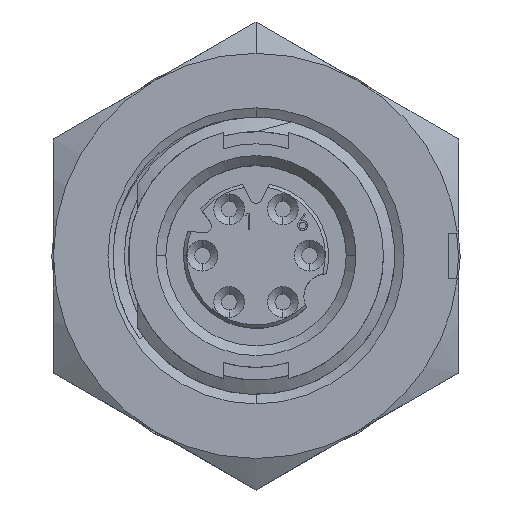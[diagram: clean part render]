
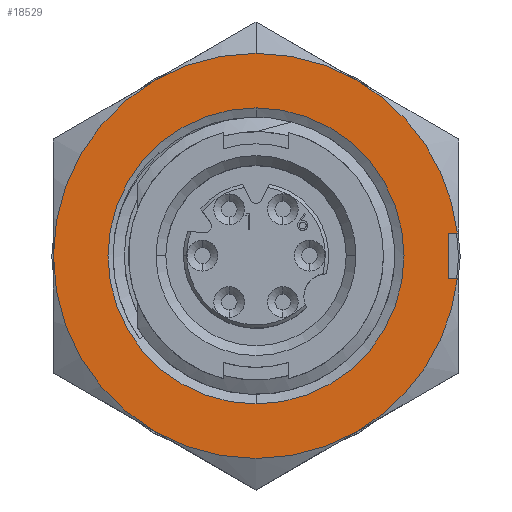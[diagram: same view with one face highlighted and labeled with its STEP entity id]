
A CAD part, top view. The second image highlights one B-rep face of the part: STEP entity #18529.
In plain terms, the highlighted planar face has unit normal (0, 0, 1).
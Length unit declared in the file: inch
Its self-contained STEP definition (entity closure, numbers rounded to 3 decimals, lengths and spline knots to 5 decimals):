
#66 = CARTESIAN_POINT ( 'NONE',  ( 0., 0.2265, 0.3156 ) ) ;
#138 = CARTESIAN_POINT ( 'NONE',  ( -0.155, 0.26847, 0.3156 ) ) ;
#196 = CARTESIAN_POINT ( 'NONE',  ( -0.31, 0., 0.3156 ) ) ;
#239 = CARTESIAN_POINT ( 'NONE',  ( 0.295, 0.035, 0.3156 ) ) ;
#309 = CARTESIAN_POINT ( 'NONE',  ( 0., 0.31, 0.3156 ) ) ;
#418 = CARTESIAN_POINT ( 'NONE',  ( 0.155, 0.26847, 0.3156 ) ) ;
#640 = CARTESIAN_POINT ( 'NONE',  ( 0.295, -0.035, 0.3156 ) ) ;
#728 = CARTESIAN_POINT ( 'NONE',  ( 0.155, -0.26847, 0.3156 ) ) ;
#785 = CARTESIAN_POINT ( 'NONE',  ( 0., -0.2265, 0.3156 ) ) ;
#804 = CARTESIAN_POINT ( 'NONE',  ( -0.155, -0.26847, 0.3156 ) ) ;
#850 = CARTESIAN_POINT ( 'NONE',  ( 0.30802, -0.035, 0.3156 ) ) ;
#1139 = CARTESIAN_POINT ( 'NONE',  ( 0., 0., 0.3156 ) ) ;
#1140 = DIRECTION ( 'NONE',  ( 0., 0., -1. ) ) ;
#1141 = DIRECTION ( 'NONE',  ( 0., 1., 0. ) ) ;
#1441 = PLANE ( 'NONE',  #17270 ) ;
#1442 = CARTESIAN_POINT ( 'NONE',  ( -0.62, 0., 0.3156 ) ) ;
#1443 = DIRECTION ( 'NONE',  ( 0., 0., -1. ) ) ;
#1444 = DIRECTION ( 'NONE',  ( 0., 1., 0. ) ) ;
#2827 = CARTESIAN_POINT ( 'NONE',  ( 0., 0., 0.3156 ) ) ;
#2834 = DIRECTION ( 'NONE',  ( 0., 0., -1. ) ) ;
#2835 = DIRECTION ( 'NONE',  ( 0., 1., 0. ) ) ;
#2836 = CARTESIAN_POINT ( 'NONE',  ( 0., 0., 0.3156 ) ) ;
#2837 = DIRECTION ( 'NONE',  ( 0., 0., -1. ) ) ;
#2838 = DIRECTION ( 'NONE',  ( 0., 1., 0. ) ) ;
#2889 = CARTESIAN_POINT ( 'NONE',  ( 0., 0., 0.3156 ) ) ;
#2896 = DIRECTION ( 'NONE',  ( 0., 0., -1. ) ) ;
#2897 = DIRECTION ( 'NONE',  ( 0., 1., 0. ) ) ;
#3249 = CARTESIAN_POINT ( 'NONE',  ( 0., 0., 0.3156 ) ) ;
#3250 = DIRECTION ( 'NONE',  ( 0., 0., -1. ) ) ;
#3251 = DIRECTION ( 'NONE',  ( 0., 1., 0. ) ) ;
#3419 = LINE ( 'NONE', #3420, #17265 ) ;
#3420 = CARTESIAN_POINT ( 'NONE',  ( 0.35188, -0.035, 0.3156 ) ) ;
#3421 = DIRECTION ( 'NONE',  ( 1., 0., 0. ) ) ;
#4009 = EDGE_LOOP ( 'NONE', ( #14049, #13768 ) ) ;
#5452 = CARTESIAN_POINT ( 'NONE',  ( 0., 0., 0.3156 ) ) ;
#5453 = DIRECTION ( 'NONE',  ( 0., 0., -1. ) ) ;
#5454 = DIRECTION ( 'NONE',  ( 0., 1., 0. ) ) ;
#6000 = VERTEX_POINT ( 'NONE', #785 ) ;
#6165 = VERTEX_POINT ( 'NONE', #309 ) ;
#6224 = VERTEX_POINT ( 'NONE', #640 ) ;
#6851 = EDGE_LOOP ( 'NONE', ( #13741, #13860, #14076, #13882, #13949, #13756, #14436, #13677, #14088, #14607 ) ) ;
#6913 = VERTEX_POINT ( 'NONE', #728 ) ;
#7663 = AXIS2_PLACEMENT_3D ( 'NONE', #19823, #19821, #19820 ) ;
#7752 = VECTOR ( 'NONE', #19675, 39.37008 ) ;
#8445 = LINE ( 'NONE', #8446, #17246 ) ;
#8446 = CARTESIAN_POINT ( 'NONE',  ( 0.295, 0.035, 0.3156 ) ) ;
#8447 = DIRECTION ( 'NONE',  ( 0., -1., 0. ) ) ;
#8847 = CARTESIAN_POINT ( 'NONE',  ( 0., 0., 0.3156 ) ) ;
#8848 = DIRECTION ( 'NONE',  ( 0., 0., -1. ) ) ;
#8849 = DIRECTION ( 'NONE',  ( 0., 1., 0. ) ) ;
#12104 = CARTESIAN_POINT ( 'NONE',  ( 0., 0., 0.3156 ) ) ;
#12105 = DIRECTION ( 'NONE',  ( 0., 0., -1. ) ) ;
#12106 = DIRECTION ( 'NONE',  ( 0., 1., 0. ) ) ;
#13643 = CARTESIAN_POINT ( 'NONE',  ( 0.30802, 0.035, 0.3156 ) ) ;
#13677 = ORIENTED_EDGE ( 'NONE', *, *, #18704, .F. ) ;
#13741 = ORIENTED_EDGE ( 'NONE', *, *, #16010, .F. ) ;
#13756 = ORIENTED_EDGE ( 'NONE', *, *, #18418, .F. ) ;
#13768 = ORIENTED_EDGE ( 'NONE', *, *, #16418, .T. ) ;
#13860 = ORIENTED_EDGE ( 'NONE', *, *, #18860, .F. ) ;
#13882 = ORIENTED_EDGE ( 'NONE', *, *, #15843, .F. ) ;
#13949 = ORIENTED_EDGE ( 'NONE', *, *, #15857, .F. ) ;
#13977 = CIRCLE ( 'NONE', #17053, 0.31 ) ;
#14049 = ORIENTED_EDGE ( 'NONE', *, *, #18452, .T. ) ;
#14076 = ORIENTED_EDGE ( 'NONE', *, *, #18315, .F. ) ;
#14088 = ORIENTED_EDGE ( 'NONE', *, *, #18687, .F. ) ;
#14148 = CIRCLE ( 'NONE', #17995, 0.2265 ) ;
#14158 = CIRCLE ( 'NONE', #17212, 0.31 ) ;
#14166 = CIRCLE ( 'NONE', #17862, 0.31 ) ;
#14207 = CIRCLE ( 'NONE', #17957, 0.31 ) ;
#14211 = CIRCLE ( 'NONE', #18138, 0.31 ) ;
#14422 = VERTEX_POINT ( 'NONE', #418 ) ;
#14436 = ORIENTED_EDGE ( 'NONE', *, *, #18807, .F. ) ;
#14439 = VERTEX_POINT ( 'NONE', #196 ) ;
#14456 = VERTEX_POINT ( 'NONE', #804 ) ;
#14479 = VERTEX_POINT ( 'NONE', #239 ) ;
#14492 = VERTEX_POINT ( 'NONE', #66 ) ;
#14501 = VERTEX_POINT ( 'NONE', #138 ) ;
#14560 = VERTEX_POINT ( 'NONE', #850 ) ;
#14607 = ORIENTED_EDGE ( 'NONE', *, *, #18686, .F. ) ;
#14653 = VERTEX_POINT ( 'NONE', #13643 ) ;
#15843 = EDGE_CURVE ( 'NONE', #14653, #14479, #19672, .T. ) ;
#15857 = EDGE_CURVE ( 'NONE', #14422, #14653, #18362, .T. ) ;
#16010 = EDGE_CURVE ( 'NONE', #14560, #6913, #18430, .T. ) ;
#16418 = EDGE_CURVE ( 'NONE', #14492, #6000, #18318, .T. ) ;
#17053 = AXIS2_PLACEMENT_3D ( 'NONE', #2836, #2837, #2838 ) ;
#17212 = AXIS2_PLACEMENT_3D ( 'NONE', #8847, #8848, #8849 ) ;
#17246 = VECTOR ( 'NONE', #8447, 39.37008 ) ;
#17265 = VECTOR ( 'NONE', #3421, 39.37008 ) ;
#17270 = AXIS2_PLACEMENT_3D ( 'NONE', #1442, #1443, #1444 ) ;
#17550 = AXIS2_PLACEMENT_3D ( 'NONE', #12104, #12105, #12106 ) ;
#17552 = FACE_OUTER_BOUND ( 'NONE', #6851, .T. ) ;
#17644 = AXIS2_PLACEMENT_3D ( 'NONE', #5452, #5453, #5454 ) ;
#17862 = AXIS2_PLACEMENT_3D ( 'NONE', #2889, #2896, #2897 ) ;
#17957 = AXIS2_PLACEMENT_3D ( 'NONE', #3249, #3250, #3251 ) ;
#17995 = AXIS2_PLACEMENT_3D ( 'NONE', #1139, #1140, #1141 ) ;
#18138 = AXIS2_PLACEMENT_3D ( 'NONE', #2827, #2834, #2835 ) ;
#18174 = FACE_BOUND ( 'NONE', #4009, .T. ) ;
#18315 = EDGE_CURVE ( 'NONE', #14479, #6224, #8445, .T. ) ;
#18318 = CIRCLE ( 'NONE', #17550, 0.2265 ) ;
#18362 = CIRCLE ( 'NONE', #7663, 0.31 ) ;
#18418 = EDGE_CURVE ( 'NONE', #6165, #14422, #14158, .T. ) ;
#18430 = CIRCLE ( 'NONE', #17644, 0.31 ) ;
#18452 = EDGE_CURVE ( 'NONE', #6000, #14492, #14148, .T. ) ;
#18529 = ADVANCED_FACE ( 'NONE', ( #18174, #17552 ), #1441, .F. ) ;
#18686 = EDGE_CURVE ( 'NONE', #6913, #14456, #14211, .T. ) ;
#18687 = EDGE_CURVE ( 'NONE', #14456, #14439, #13977, .T. ) ;
#18704 = EDGE_CURVE ( 'NONE', #14439, #14501, #14166, .T. ) ;
#18807 = EDGE_CURVE ( 'NONE', #14501, #6165, #14207, .T. ) ;
#18860 = EDGE_CURVE ( 'NONE', #6224, #14560, #3419, .T. ) ;
#19671 = CARTESIAN_POINT ( 'NONE',  ( 0.35188, 0.035, 0.3156 ) ) ;
#19672 = LINE ( 'NONE', #19671, #7752 ) ;
#19675 = DIRECTION ( 'NONE',  ( -1., 0., 0. ) ) ;
#19820 = DIRECTION ( 'NONE',  ( 0., 1., 0. ) ) ;
#19821 = DIRECTION ( 'NONE',  ( 0., 0., -1. ) ) ;
#19823 = CARTESIAN_POINT ( 'NONE',  ( 0., 0., 0.3156 ) ) ;
